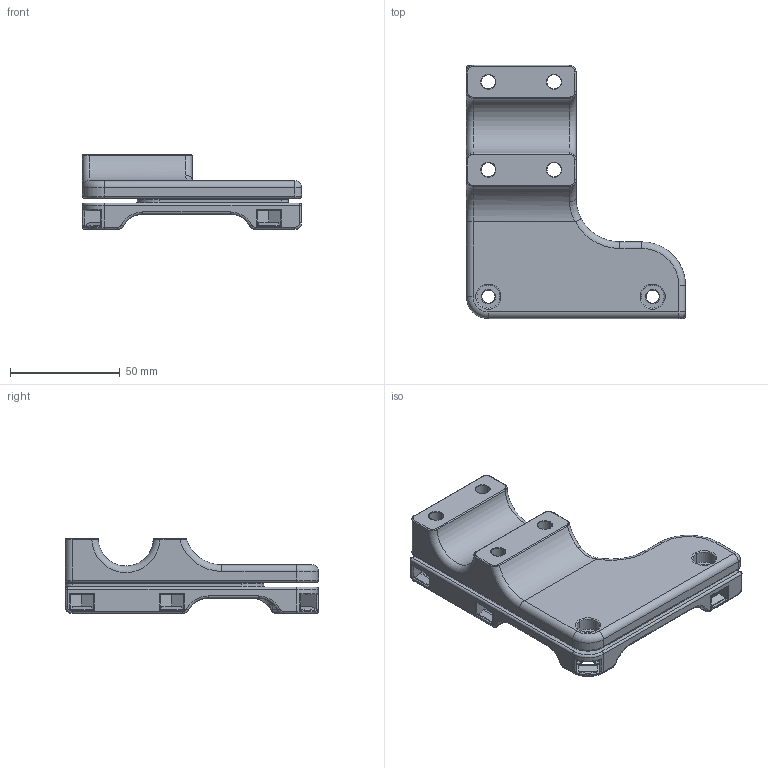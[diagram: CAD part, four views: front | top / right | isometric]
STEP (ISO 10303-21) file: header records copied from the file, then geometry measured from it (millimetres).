
FILE_DESCRIPTION((''),'2;1');
FILE_NAME('P1014_S','2022-12-06T00:22:18',('43664'),(''),'CREO PARAMETRIC BY PTC INC, 2020342','CREO PARAMETRIC BY PTC INC, 2020342','');
FILE_SCHEMA(('CONFIG_CONTROL_DESIGN'));
Length unit declared in the file: millimetre
Products named in the file (1): P1014_S
Bounding box: 100 x 115.55 x 34.2 mm (x, y, z)
Volume: 129124.1 mm3; surface area: 38388 mm2
Topology: 1 solids, 1 shells, 442 faces, 1085 edges, 640 vertices
Faces by surface type: cylinder 159, plane 146, torus 88, bspline 35, cone 8, sphere 6
Entity records: 15002 total; most frequent: CARTESIAN_POINT 4582, DIRECTION 2225, ORIENTED_EDGE 2154, EDGE_CURVE 1077, AXIS2_PLACEMENT_3D 835, VERTEX_POINT 640, VECTOR 555, LINE 555
